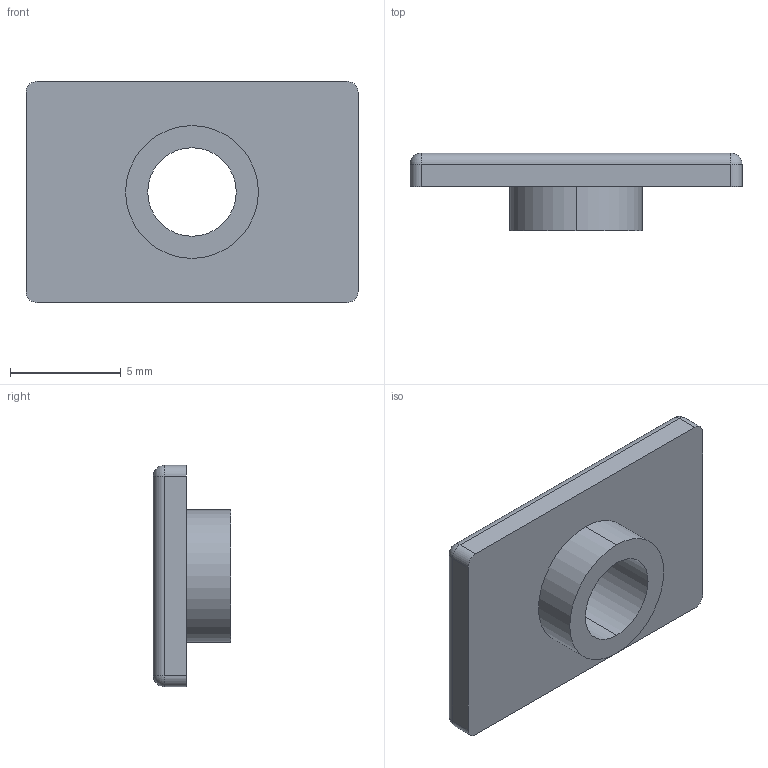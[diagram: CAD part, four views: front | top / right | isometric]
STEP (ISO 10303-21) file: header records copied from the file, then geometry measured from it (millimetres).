
FILE_DESCRIPTION (( 'STEP AP214' ), '1' );
FILE_NAME ('A209 Ñóõàðü ïàçîâûé ïëîñêèé M5, ïàç 6.STEP', '2019-09-23T12:52:40', ( 'Windows User' ), ( '' ), 'SwSTEP 2.0', 'SolidWorks 2019', '' );
FILE_SCHEMA (( 'AUTOMOTIVE_DESIGN' ));
Length unit declared in the file: millimetre
Products named in the file (1): A209 Ñóõàðü ïàçîâûé ïëîñêèé M5, ïàç 6
Bounding box: 15 x 3.5 x 10 mm (x, y, z)
Volume: 233.9 mm3; surface area: 416.6 mm2
Topology: 1 solids, 1 shells, 25 faces, 56 edges, 30 vertices
Faces by surface type: cylinder 12, plane 7, sphere 4, torus 2
Entity records: 722 total; most frequent: DIRECTION 132, CARTESIAN_POINT 108, ORIENTED_EDGE 104, AXIS2_PLACEMENT_3D 54, EDGE_CURVE 52, VERTEX_POINT 30, EDGE_LOOP 28, CIRCLE 28
